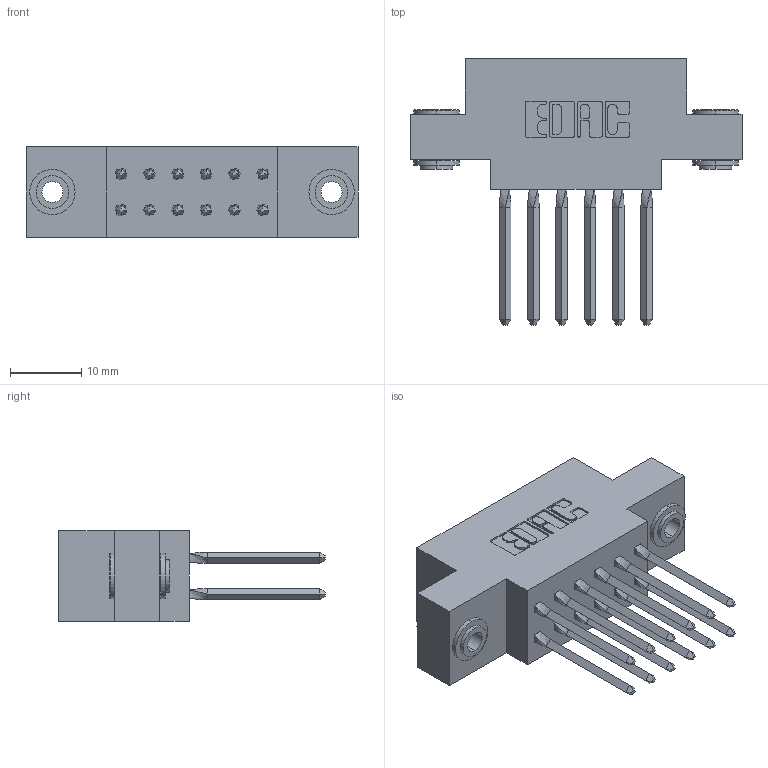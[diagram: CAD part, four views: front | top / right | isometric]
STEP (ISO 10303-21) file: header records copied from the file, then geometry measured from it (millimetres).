
FILE_DESCRIPTION (( 'STEP AP203' ), '1' );
FILE_NAME ('317-012-542-803.STEP', '2020-02-27T14:09:51', ( '' ), ( '' ), 'SwSTEP 2.0', 'SolidWorks 2016', '' );
FILE_SCHEMA (( 'CONFIG_CONTROL_DESIGN' ));
Length unit declared in the file: inch
Products named in the file (4): 345-250-002_345-250-002-102; 317 Part_.156 Dia - TH; 317-290-003_542; 317-012-542-803
Assembly tree (15 placements, depth 2):
  317-012-542-803
    317 Part_.156 Dia - TH
    317-290-003_542  x12
    345-250-002_345-250-002-102  x2
Bounding box: 46.48 x 37.34 x 12.7 mm (x, y, z)
Volume: 6493 mm3; surface area: 8090.2 mm2
Topology: 15 solids, 15 shells, 824 faces, 2271 edges, 1454 vertices
Faces by surface type: plane 620, cylinder 148, bspline 48, cone 8
Entity records: 13362 total; most frequent: CARTESIAN_POINT 2544, ORIENTED_EDGE 2200, DIRECTION 1954, EDGE_CURVE 1100, LINE 906, VECTOR 906, VERTEX_POINT 726, AXIS2_PLACEMENT_3D 524
